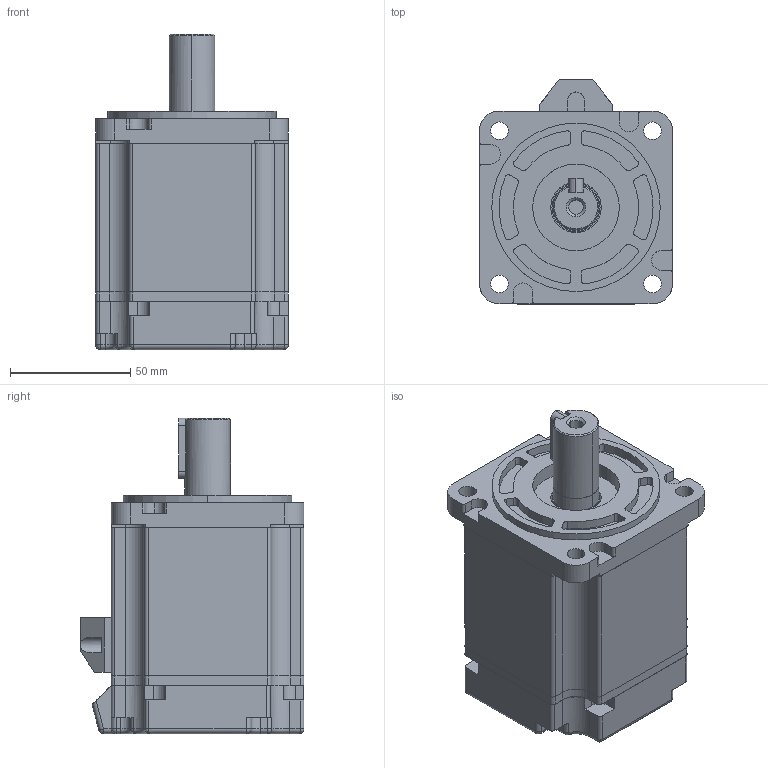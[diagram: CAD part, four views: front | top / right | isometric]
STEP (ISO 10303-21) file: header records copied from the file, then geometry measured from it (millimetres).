
FILE_DESCRIPTION (( 'STEP AP203' ), '1' );
FILE_NAME ('80JASM507230K-17BCD.STEP', '2020-05-27T06:42:15', ( 'USER-' ), ( 'MS' ), 'SwSTEP 2.0', 'SolidWorks 2018', '' );
FILE_SCHEMA (( 'CONFIG_CONTROL_DESIGN' ));
Length unit declared in the file: millimetre
Products named in the file (8): 80JASM机身61.5mm（宽52.5）17BCD; 80JASM下盖4mm（宽52.5）17BCD; 80JASM綴裔20mm(17BCD); 压线扣（单线）30X22.7X13; 80JASM奻裔10.5mm(17BCD); 耳19x50翋粣6X25-M6x20; 6x25邧埴芛瑩; 80JASM507230K-17BCD
Assembly tree (7 placements, depth 2):
  80JASM507230K-17BCD
    80JASM机身61.5mm（宽52.5）17BCD
    80JASM下盖4mm（宽52.5）17BCD
    80JASM綴裔20mm(17BCD)
    压线扣（单线）30X22.7X13
    80JASM奻裔10.5mm(17BCD)
    耳19x50翋粣6X25-M6x20
    6x25邧埴芛瑩
Bounding box: 80 x 93 x 131 mm (x, y, z)
Volume: 563102.4 mm3; surface area: 86956.2 mm2
Topology: 7 solids, 7 shells, 355 faces, 930 edges, 592 vertices
Faces by surface type: cylinder 173, plane 156, sphere 10, torus 8, bspline 4, cone 4
Entity records: 11922 total; most frequent: CARTESIAN_POINT 2127, DIRECTION 1974, ORIENTED_EDGE 1840, EDGE_CURVE 920, AXIS2_PLACEMENT_3D 713, VERTEX_POINT 592, LINE 548, VECTOR 548
